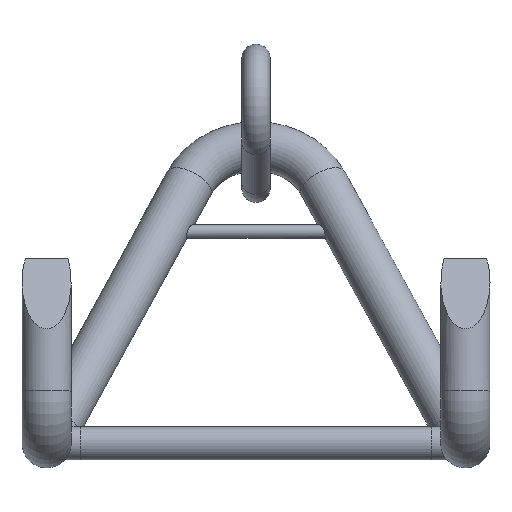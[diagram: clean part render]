
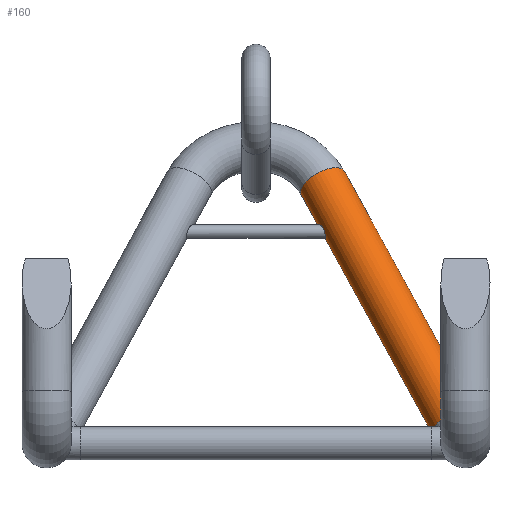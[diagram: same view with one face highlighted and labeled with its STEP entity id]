
A CAD part, front view. The second image highlights one B-rep face of the part: STEP entity #160.
In plain terms, the highlighted cylindrical face has radius 20 mm (diameter 40 mm), a full revolution.
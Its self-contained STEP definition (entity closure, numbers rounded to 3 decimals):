
#63=B_SPLINE_CURVE_WITH_KNOTS('',3,(#899,#900,#901,#902,#903,#904,#905,#906,
#907,#908,#909,#910,#911,#912,#913,#914,#915,#916,#917,#918),.UNSPECIFIED.,
.T.,.F.,(2,2,2,2,2,2,2,2,2,2,2,2),(-0.125,0.,0.125,0.188,0.25,0.375,0.5,
0.625,0.75,0.875,1.,1.125),.UNSPECIFIED.);
#136=CYLINDRICAL_SURFACE('',#579,20.);
#160=ADVANCED_FACE('',(#214,#215,#216),#136,.T.);
#214=FACE_BOUND('',#280,.T.);
#215=FACE_BOUND('',#281,.T.);
#216=FACE_BOUND('',#282,.T.);
#280=EDGE_LOOP('',(#370));
#281=EDGE_LOOP('',(#371));
#282=EDGE_LOOP('',(#372));
#370=ORIENTED_EDGE('',*,*,#488,.F.);
#371=ORIENTED_EDGE('',*,*,#489,.T.);
#372=ORIENTED_EDGE('',*,*,#490,.T.);
#442=VERTEX_POINT('',#896);
#443=VERTEX_POINT('',#898);
#444=VERTEX_POINT('',#919);
#488=EDGE_CURVE('',#442,#442,#528,.T.);
#489=EDGE_CURVE('',#443,#443,#529,.T.);
#490=EDGE_CURVE('',#444,#444,#63,.T.);
#528=CIRCLE('',#577,20.);
#529=CIRCLE('',#578,20.);
#577=AXIS2_PLACEMENT_3D('',#895,#692,#693);
#578=AXIS2_PLACEMENT_3D('',#897,#694,#695);
#579=AXIS2_PLACEMENT_3D('',#920,#696,#697);
#692=DIRECTION('',(0.429,-0.452,-0.782));
#693=DIRECTION('',(0.452,0.857,-0.247));
#694=DIRECTION('',(0.429,-0.452,-0.782));
#695=DIRECTION('',(0.452,0.857,-0.247));
#696=DIRECTION('',(0.429,-0.452,-0.782));
#697=DIRECTION('',(0.,0.866,-0.5));
#895=CARTESIAN_POINT('',(161.398,32.158,15.699));
#896=CARTESIAN_POINT('',(170.432,49.301,10.751));
#897=CARTESIAN_POINT('',(54.206,145.097,211.316));
#898=CARTESIAN_POINT('',(63.24,162.241,206.368));
#899=CARTESIAN_POINT('',(53.835,127.735,170.372));
#900=CARTESIAN_POINT('',(52.362,127.735,173.064));
#901=CARTESIAN_POINT('',(51.648,127.239,174.443));
#902=CARTESIAN_POINT('',(51.167,125.697,176.056));
#903=CARTESIAN_POINT('',(51.116,125.052,176.503));
#904=CARTESIAN_POINT('',(51.268,123.65,177.087));
#905=CARTESIAN_POINT('',(51.467,122.898,177.224));
#906=CARTESIAN_POINT('',(52.271,120.758,177.205));
#907=CARTESIAN_POINT('',(53.063,119.455,176.648));
#908=CARTESIAN_POINT('',(54.511,117.503,174.823));
#909=CARTESIAN_POINT('',(55.179,116.834,173.5));
#910=CARTESIAN_POINT('',(56.047,116.657,170.603));
#911=CARTESIAN_POINT('',(56.257,117.189,169.046));
#912=CARTESIAN_POINT('',(56.416,119.301,166.82));
#913=CARTESIAN_POINT('',(56.391,120.832,166.19));
#914=CARTESIAN_POINT('',(56.061,123.852,166.248));
#915=CARTESIAN_POINT('',(55.714,125.314,166.942));
#916=CARTESIAN_POINT('',(54.586,127.247,169.041));
#917=CARTESIAN_POINT('',(53.835,127.735,170.372));
#918=CARTESIAN_POINT('',(52.362,127.735,173.064));
#919=CARTESIAN_POINT('',(53.099,127.735,171.718));
#920=CARTESIAN_POINT('',(54.206,145.097,211.316));
